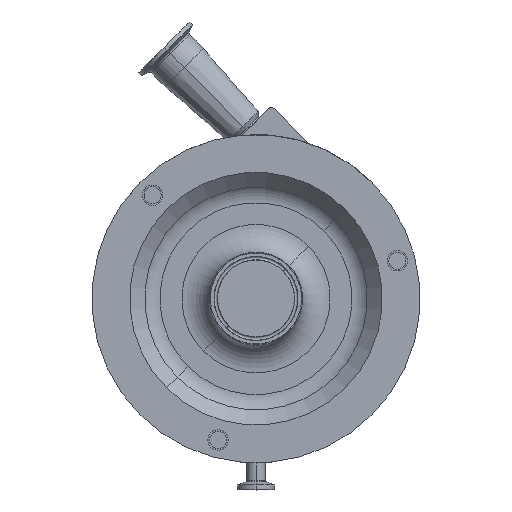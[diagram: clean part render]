
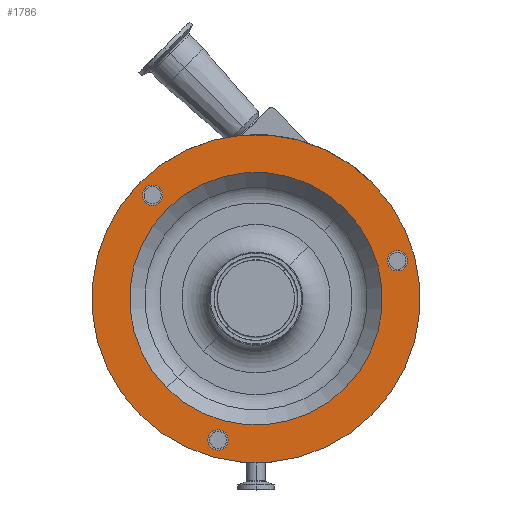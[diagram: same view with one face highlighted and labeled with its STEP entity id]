
A CAD part, top view. The second image highlights one B-rep face of the part: STEP entity #1786.
In plain terms, the highlighted planar face has unit normal (0, 0, 1).
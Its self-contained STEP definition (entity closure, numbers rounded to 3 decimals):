
#22 = AXIS2_PLACEMENT_3D ( 'NONE', #2003, #5336, #4288 ) ;
#79 = CIRCLE ( 'NONE', #559, 7.144 ) ;
#93 = FACE_OUTER_BOUND ( 'NONE', #4092, .T. ) ;
#412 = DIRECTION ( 'NONE',  ( 0., 0., 1. ) ) ;
#559 = AXIS2_PLACEMENT_3D ( 'NONE', #13947, #3595, #9253 ) ;
#579 = VERTEX_POINT ( 'NONE', #13872 ) ;
#625 = EDGE_CURVE ( 'NONE', #14802, #1287, #8595, .T. ) ;
#644 = CIRCLE ( 'NONE', #8355, 88.5 ) ;
#932 = EDGE_CURVE ( 'NONE', #1287, #14802, #644, .T. ) ;
#935 = DIRECTION ( 'NONE',  ( 0.707, 0.707, 0. ) ) ;
#938 = CARTESIAN_POINT ( 'NONE',  ( 81.317, 81.317, 191.5 ) ) ;
#1153 = FACE_BOUND ( 'NONE', #2735, .T. ) ;
#1210 = VERTEX_POINT ( 'NONE', #10291 ) ;
#1287 = VERTEX_POINT ( 'NONE', #11954 ) ;
#1291 = DIRECTION ( 'NONE',  ( 0.707, 0.707, 0. ) ) ;
#1333 = EDGE_CURVE ( 'NONE', #2715, #579, #9625, .T. ) ;
#1608 = DIRECTION ( 'NONE',  ( 0., 0., 1. ) ) ;
#1628 = CARTESIAN_POINT ( 'NONE',  ( -72.478, 72.478, 191.5 ) ) ;
#1761 = CARTESIAN_POINT ( 'NONE',  ( 62.579, 62.579, 191.5 ) ) ;
#1786 = ADVANCED_FACE ( 'NONE', ( #93, #5762, #9003, #11274, #1153 ), #10345, .F. ) ;
#1858 = ORIENTED_EDGE ( 'NONE', *, *, #1333, .F. ) ;
#2003 = CARTESIAN_POINT ( 'NONE',  ( 99.007, 26.529, 191.5 ) ) ;
#2331 = VERTEX_POINT ( 'NONE', #13857 ) ;
#2524 = EDGE_CURVE ( 'NONE', #579, #2715, #10936, .T. ) ;
#2715 = VERTEX_POINT ( 'NONE', #3204 ) ;
#2735 = EDGE_LOOP ( 'NONE', ( #3509, #10570 ) ) ;
#2742 = DIRECTION ( 'NONE',  ( 0.707, 0.707, 0. ) ) ;
#2920 = DIRECTION ( 'NONE',  ( 0., 0., 1. ) ) ;
#2989 = CARTESIAN_POINT ( 'NONE',  ( 0., 0., 191.5 ) ) ;
#3204 = CARTESIAN_POINT ( 'NONE',  ( -21.478, -93.956, 191.5 ) ) ;
#3509 = ORIENTED_EDGE ( 'NONE', *, *, #625, .F. ) ;
#3595 = DIRECTION ( 'NONE',  ( 0., 0., 1. ) ) ;
#4048 = AXIS2_PLACEMENT_3D ( 'NONE', #8096, #13621, #935 ) ;
#4092 = EDGE_LOOP ( 'NONE', ( #14853, #8683 ) ) ;
#4255 = CIRCLE ( 'NONE', #7374, 115. ) ;
#4288 = DIRECTION ( 'NONE',  ( 0.707, 0.707, 0. ) ) ;
#5303 = AXIS2_PLACEMENT_3D ( 'NONE', #5923, #1608, #2742 ) ;
#5336 = DIRECTION ( 'NONE',  ( 0., 0., 1. ) ) ;
#5565 = EDGE_CURVE ( 'NONE', #8224, #2331, #11838, .T. ) ;
#5730 = EDGE_LOOP ( 'NONE', ( #1858, #7230 ) ) ;
#5762 = FACE_BOUND ( 'NONE', #14062, .T. ) ;
#5923 = CARTESIAN_POINT ( 'NONE',  ( -26.529, -99.007, 191.5 ) ) ;
#6279 = EDGE_CURVE ( 'NONE', #10709, #14050, #9386, .T. ) ;
#6528 = ORIENTED_EDGE ( 'NONE', *, *, #5565, .F. ) ;
#6672 = CARTESIAN_POINT ( 'NONE',  ( -22.627, 22.627, 191.5 ) ) ;
#7044 = CARTESIAN_POINT ( 'NONE',  ( -81.317, -81.317, 191.5 ) ) ;
#7193 = CARTESIAN_POINT ( 'NONE',  ( -67.427, 77.53, 191.5 ) ) ;
#7223 = EDGE_CURVE ( 'NONE', #8526, #1210, #7761, .T. ) ;
#7230 = ORIENTED_EDGE ( 'NONE', *, *, #2524, .F. ) ;
#7374 = AXIS2_PLACEMENT_3D ( 'NONE', #7554, #13530, #12232 ) ;
#7554 = CARTESIAN_POINT ( 'NONE',  ( 0., 0., 191.5 ) ) ;
#7761 = CIRCLE ( 'NONE', #13059, 7.144 ) ;
#7877 = EDGE_CURVE ( 'NONE', #14050, #10709, #4255, .T. ) ;
#7886 = DIRECTION ( 'NONE',  ( 0., 0., -1. ) ) ;
#8096 = CARTESIAN_POINT ( 'NONE',  ( 99.007, 26.529, 191.5 ) ) ;
#8224 = VERTEX_POINT ( 'NONE', #12826 ) ;
#8355 = AXIS2_PLACEMENT_3D ( 'NONE', #2989, #9844, #12203 ) ;
#8411 = CARTESIAN_POINT ( 'NONE',  ( -26.529, -99.007, 191.5 ) ) ;
#8526 = VERTEX_POINT ( 'NONE', #7193 ) ;
#8595 = CIRCLE ( 'NONE', #12947, 88.5 ) ;
#8683 = ORIENTED_EDGE ( 'NONE', *, *, #7877, .T. ) ;
#9003 = FACE_BOUND ( 'NONE', #5730, .T. ) ;
#9136 = ORIENTED_EDGE ( 'NONE', *, *, #7223, .F. ) ;
#9253 = DIRECTION ( 'NONE',  ( 0.707, 0.707, 0. ) ) ;
#9321 = DIRECTION ( 'NONE',  ( 0., 0., 1. ) ) ;
#9386 = CIRCLE ( 'NONE', #11099, 115. ) ;
#9482 = EDGE_CURVE ( 'NONE', #2331, #8224, #14164, .T. ) ;
#9625 = CIRCLE ( 'NONE', #5303, 7.144 ) ;
#9844 = DIRECTION ( 'NONE',  ( 0., 0., 1. ) ) ;
#9973 = AXIS2_PLACEMENT_3D ( 'NONE', #8411, #412, #13256 ) ;
#10291 = CARTESIAN_POINT ( 'NONE',  ( -77.53, 67.427, 191.5 ) ) ;
#10345 = PLANE ( 'NONE',  #11780 ) ;
#10570 = ORIENTED_EDGE ( 'NONE', *, *, #932, .F. ) ;
#10709 = VERTEX_POINT ( 'NONE', #938 ) ;
#10936 = CIRCLE ( 'NONE', #9973, 7.144 ) ;
#11099 = AXIS2_PLACEMENT_3D ( 'NONE', #12776, #11632, #1291 ) ;
#11274 = FACE_BOUND ( 'NONE', #14012, .T. ) ;
#11385 = CARTESIAN_POINT ( 'NONE',  ( 0., 0., 191.5 ) ) ;
#11563 = EDGE_CURVE ( 'NONE', #1210, #8526, #79, .T. ) ;
#11632 = DIRECTION ( 'NONE',  ( 0., 0., 1. ) ) ;
#11780 = AXIS2_PLACEMENT_3D ( 'NONE', #6672, #7886, #12419 ) ;
#11838 = CIRCLE ( 'NONE', #22, 7.144 ) ;
#11954 = CARTESIAN_POINT ( 'NONE',  ( -62.579, -62.579, 191.5 ) ) ;
#12203 = DIRECTION ( 'NONE',  ( 0.707, 0.707, 0. ) ) ;
#12232 = DIRECTION ( 'NONE',  ( 0.707, 0.707, 0. ) ) ;
#12419 = DIRECTION ( 'NONE',  ( 0., -1., 0. ) ) ;
#12776 = CARTESIAN_POINT ( 'NONE',  ( 0., 0., 191.5 ) ) ;
#12826 = CARTESIAN_POINT ( 'NONE',  ( 93.956, 21.478, 191.5 ) ) ;
#12947 = AXIS2_PLACEMENT_3D ( 'NONE', #11385, #9321, #13657 ) ;
#13059 = AXIS2_PLACEMENT_3D ( 'NONE', #1628, #2920, #14393 ) ;
#13256 = DIRECTION ( 'NONE',  ( 0.707, 0.707, 0. ) ) ;
#13530 = DIRECTION ( 'NONE',  ( 0., 0., 1. ) ) ;
#13593 = ORIENTED_EDGE ( 'NONE', *, *, #11563, .F. ) ;
#13621 = DIRECTION ( 'NONE',  ( 0., 0., 1. ) ) ;
#13657 = DIRECTION ( 'NONE',  ( 0.707, 0.707, 0. ) ) ;
#13857 = CARTESIAN_POINT ( 'NONE',  ( 104.059, 31.58, 191.5 ) ) ;
#13872 = CARTESIAN_POINT ( 'NONE',  ( -31.58, -104.059, 191.5 ) ) ;
#13947 = CARTESIAN_POINT ( 'NONE',  ( -72.478, 72.478, 191.5 ) ) ;
#14012 = EDGE_LOOP ( 'NONE', ( #9136, #13593 ) ) ;
#14050 = VERTEX_POINT ( 'NONE', #7044 ) ;
#14062 = EDGE_LOOP ( 'NONE', ( #14197, #6528 ) ) ;
#14164 = CIRCLE ( 'NONE', #4048, 7.144 ) ;
#14197 = ORIENTED_EDGE ( 'NONE', *, *, #9482, .F. ) ;
#14393 = DIRECTION ( 'NONE',  ( 0.707, 0.707, 0. ) ) ;
#14802 = VERTEX_POINT ( 'NONE', #1761 ) ;
#14853 = ORIENTED_EDGE ( 'NONE', *, *, #6279, .T. ) ;
